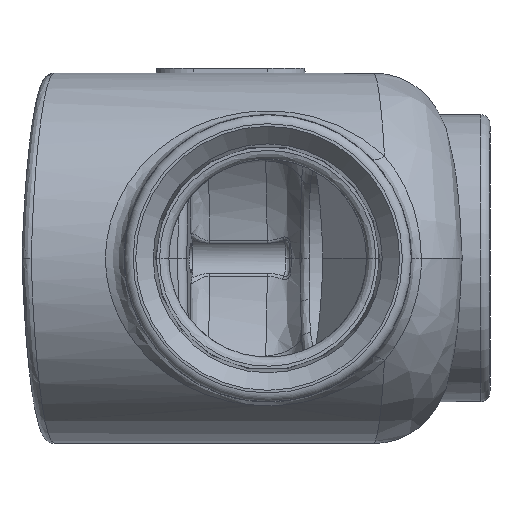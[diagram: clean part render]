
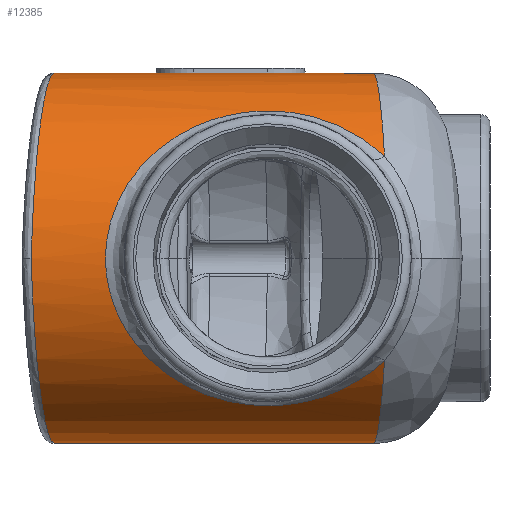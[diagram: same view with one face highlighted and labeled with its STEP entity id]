
A CAD part, left-side view. The second image highlights one B-rep face of the part: STEP entity #12385.
In plain terms, the highlighted cylindrical face has radius 31.75 mm (diameter 63.5 mm), a partial arc.
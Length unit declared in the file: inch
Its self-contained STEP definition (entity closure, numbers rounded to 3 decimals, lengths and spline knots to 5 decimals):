
#1220=B_SPLINE_CURVE_WITH_KNOTS('',3,(#29791,#29792,#29793,#29794,#29795,
#29796,#29797,#29798,#29799,#29800,#29801,#29802,#29803,#29804,#29805,#29806,
#29807,#29808,#29809,#29810,#29811,#29812,#29813,#29814),.UNSPECIFIED.,
 .F.,.F.,(4,1,1,1,1,1,1,1,1,1,1,1,1,1,1,1,1,1,1,1,1,4),(-14.03501,
-13.53376,-13.03251,-12.53126,-12.03001,
-11.36168,-10.69334,-10.02501,-8.68834,
-8.02001,-7.35167,-6.68334,-6.01501,
-5.34667,-4.01,-3.0075,-2.50625,
-2.005,-1.50375,-1.0025,-0.50125,
0.),.UNSPECIFIED.);
#2132=FACE_OUTER_BOUND('',#2891,.T.);
#2891=EDGE_LOOP('',(#10592,#10593,#10594,#10595,#10596,#10597,#10598));
#3533=LINE('',#29867,#4382);
#3552=LINE('',#30190,#4401);
#4382=VECTOR('',#15263,0.3937);
#4401=VECTOR('',#15320,0.3937);
#4962=ELLIPSE('',#13296,1.25264,1.25);
#4963=ELLIPSE('',#13297,1.25264,1.25);
#4964=ELLIPSE('',#13299,1.2566,1.25);
#4966=ELLIPSE('',#13302,1.2566,1.25);
#5721=VERTEX_POINT('',#29132);
#5724=VERTEX_POINT('',#29170);
#5725=VERTEX_POINT('',#29178);
#5728=VERTEX_POINT('',#29186);
#5741=VERTEX_POINT('',#29668);
#5742=VERTEX_POINT('',#29910);
#5744=VERTEX_POINT('',#30023);
#7403=EDGE_CURVE('',#5741,#5721,#4962,.T.);
#7404=EDGE_CURVE('',#5721,#5724,#1220,.T.);
#7405=EDGE_CURVE('',#5724,#5725,#4963,.T.);
#7407=EDGE_CURVE('',#5728,#5725,#3533,.T.);
#7408=EDGE_CURVE('',#5728,#5742,#4964,.T.);
#7412=EDGE_CURVE('',#5742,#5744,#4966,.T.);
#7458=EDGE_CURVE('',#5741,#5744,#3552,.T.);
#10592=ORIENTED_EDGE('',*,*,#7408,.F.);
#10593=ORIENTED_EDGE('',*,*,#7407,.T.);
#10594=ORIENTED_EDGE('',*,*,#7405,.F.);
#10595=ORIENTED_EDGE('',*,*,#7404,.F.);
#10596=ORIENTED_EDGE('',*,*,#7403,.F.);
#10597=ORIENTED_EDGE('',*,*,#7458,.T.);
#10598=ORIENTED_EDGE('',*,*,#7412,.F.);
#11867=CYLINDRICAL_SURFACE('',#13317,1.25);
#12385=ADVANCED_FACE('',(#2132),#11867,.T.);
#13296=AXIS2_PLACEMENT_3D('',#29670,#15256,#15257);
#13297=AXIS2_PLACEMENT_3D('',#29864,#15258,#15259);
#13299=AXIS2_PLACEMENT_3D('',#29911,#15264,#15265);
#13302=AXIS2_PLACEMENT_3D('',#30024,#15270,#15271);
#13317=AXIS2_PLACEMENT_3D('',#30189,#15318,#15319);
#15256=DIRECTION('center_axis',(0.063,-0.998,0.016));
#15257=DIRECTION('ref_axis',(-0.968,-0.065,-0.242));
#15258=DIRECTION('center_axis',(0.063,-0.998,-0.016));
#15259=DIRECTION('ref_axis',(-0.968,-0.065,0.242));
#15263=DIRECTION('',(0.,-1.,0.));
#15264=DIRECTION('center_axis',(0.099,0.995,-0.025));
#15265=DIRECTION('ref_axis',(-0.965,0.102,0.242));
#15270=DIRECTION('center_axis',(0.099,0.995,0.025));
#15271=DIRECTION('ref_axis',(-0.965,0.102,-0.242));
#15318=DIRECTION('center_axis',(0.,1.,0.));
#15319=DIRECTION('ref_axis',(0.,0.,-1.));
#15320=DIRECTION('',(0.,1.,0.));
#29132=CARTESIAN_POINT('',(-7.3551,-0.78836,0.68955));
#29170=CARTESIAN_POINT('',(-7.3551,-0.78836,-0.68955));
#29178=CARTESIAN_POINT('',(-6.3125,-0.71375,-1.25));
#29186=CARTESIAN_POINT('',(-6.3125,1.43931,-1.25));
#29668=CARTESIAN_POINT('',(-6.3125,-0.71375,1.25));
#29670=CARTESIAN_POINT('Origin',(-6.3125,-0.7335,0.));
#29791=CARTESIAN_POINT('Ctrl Pts',(-7.3551,-0.78836,
0.68955));
#29792=CARTESIAN_POINT('Ctrl Pts',(-7.32937,-0.74718,
0.72845));
#29793=CARTESIAN_POINT('Ctrl Pts',(-7.27614,-0.65858,
0.79951));
#29794=CARTESIAN_POINT('Ctrl Pts',(-7.19669,-0.50836,
0.88568));
#29795=CARTESIAN_POINT('Ctrl Pts',(-7.12629,-0.34057,
0.95006));
#29796=CARTESIAN_POINT('Ctrl Pts',(-7.06996,-0.13414,
0.99454));
#29797=CARTESIAN_POINT('Ctrl Pts',(-7.06389,0.11177,
0.99908));
#29798=CARTESIAN_POINT('Ctrl Pts',(-7.13067,0.36231,0.94733));
#29799=CARTESIAN_POINT('Ctrl Pts',(-7.26419,0.65049,0.82151));
#29800=CARTESIAN_POINT('Ctrl Pts',(-7.41297,0.88105,
0.62131));
#29801=CARTESIAN_POINT('Ctrl Pts',(-7.51911,1.03401,0.35166));
#29802=CARTESIAN_POINT('Ctrl Pts',(-7.56439,1.09661,0.12106));
#29803=CARTESIAN_POINT('Ctrl Pts',(-7.56433,1.09649,-0.12111));
#29804=CARTESIAN_POINT('Ctrl Pts',(-7.51917,1.03414,-0.35161));
#29805=CARTESIAN_POINT('Ctrl Pts',(-7.41276,0.88062,
-0.62149));
#29806=CARTESIAN_POINT('Ctrl Pts',(-7.24618,0.62236,
-0.84618));
#29807=CARTESIAN_POINT('Ctrl Pts',(-7.10537,0.30407,-0.96766));
#29808=CARTESIAN_POINT('Ctrl Pts',(-7.06324,0.04398,
-0.99935));
#29809=CARTESIAN_POINT('Ctrl Pts',(-7.07613,-0.15473,
-0.98987));
#29810=CARTESIAN_POINT('Ctrl Pts',(-7.12611,-0.34066,
-0.95013));
#29811=CARTESIAN_POINT('Ctrl Pts',(-7.19683,-0.5084,
-0.88561));
#29812=CARTESIAN_POINT('Ctrl Pts',(-7.27611,-0.65864,
-0.7995));
#29813=CARTESIAN_POINT('Ctrl Pts',(-7.32937,-0.74718,
-0.72845));
#29814=CARTESIAN_POINT('Ctrl Pts',(-7.3551,-0.78836,
-0.68955));
#29864=CARTESIAN_POINT('Origin',(-6.3125,-0.7335,0.));
#29867=CARTESIAN_POINT('',(-6.3125,0.,-1.25));
#29910=CARTESIAN_POINT('',(-7.5625,1.59539,0.));
#29911=CARTESIAN_POINT('Origin',(-6.3125,1.47058,0.));
#30023=CARTESIAN_POINT('',(-6.3125,1.43931,1.25));
#30024=CARTESIAN_POINT('Origin',(-6.3125,1.47058,0.));
#30189=CARTESIAN_POINT('Origin',(-6.3125,0.,0.));
#30190=CARTESIAN_POINT('',(-6.3125,0.,1.25));
